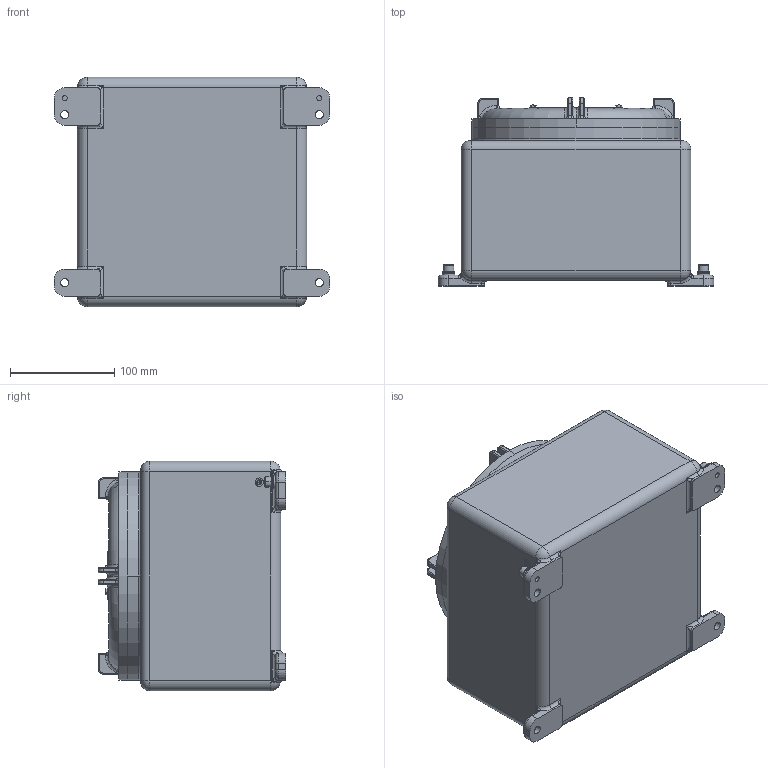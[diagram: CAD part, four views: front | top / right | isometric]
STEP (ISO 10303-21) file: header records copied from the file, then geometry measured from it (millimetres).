
FILE_DESCRIPTION (( 'STEP AP203' ), '1' );
FILE_NAME ('40102010.step', '2019-04-15T14:01:16', ( '' ), ( '' ), 'SwSTEP 2.0', 'SolidWorks 2018', '' );
FILE_SCHEMA (( 'CONFIG_CONTROL_DESIGN' ));
Length unit declared in the file: millimetre
Products named in the file (16): 98086; 93412; 92780; 82461; 93428_DIN 912 M6 x 10 --- 10N; 70600; 92783; 98063; 92081; 93414; 40302010; 92793; 40000036126_3g; 40102010; 98646; 70650
Assembly tree (32 placements, depth 2):
  92793
  40000036126_3g
  40102010
    70600
    82461
    40302010
    98063  x9
    93428_DIN 912 M6 x 10 --- 10N  x6
    98086  x3
    92081  x3
    70650
    92783
    93414  x2
    92780
    93412  x2
    98646
Bounding box: 264 x 180 x 220 mm (x, y, z)
Volume: 2353966.7 mm3; surface area: 530667.5 mm2
Topology: 32 solids, 32 shells, 1329 faces, 3145 edges, 1847 vertices
Faces by surface type: cylinder 476, plane 457, torus 185, bspline 137, cone 50, sphere 24
Entity records: 37446 total; most frequent: CARTESIAN_POINT 13150, DIRECTION 4761, ORIENTED_EDGE 4554, EDGE_CURVE 2277, AXIS2_PLACEMENT_3D 1877, VERTEX_POINT 1356, EDGE_LOOP 1067, LINE 1007
